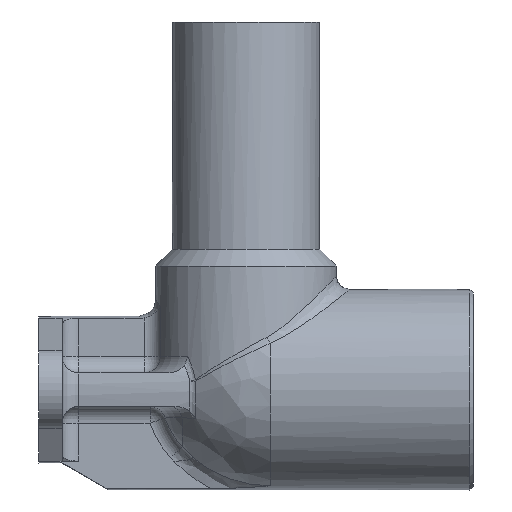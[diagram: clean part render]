
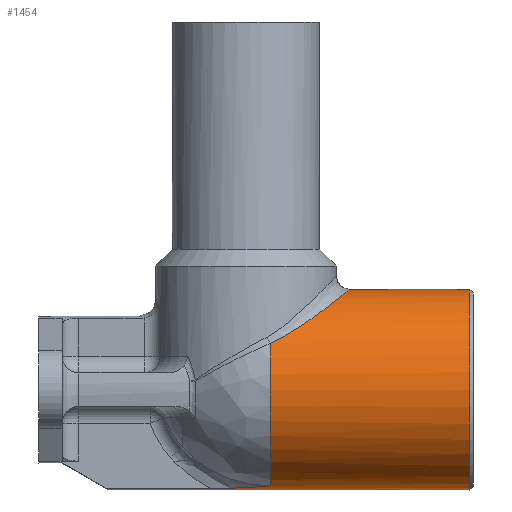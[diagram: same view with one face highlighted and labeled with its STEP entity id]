
A CAD part, left-side view. The second image highlights one B-rep face of the part: STEP entity #1454.
In plain terms, the highlighted cylindrical face has radius 15 mm (diameter 30 mm), a full revolution.
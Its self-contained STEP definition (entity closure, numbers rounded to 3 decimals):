
#36=ELLIPSE('',#1574,30.,15.);
#45=CYLINDRICAL_SURFACE('',#1602,15.);
#72=LINE('',#2325,#145);
#84=LINE('',#2362,#157);
#120=LINE('',#2866,#193);
#145=VECTOR('',#1723,10.);
#157=VECTOR('',#1741,10.);
#193=VECTOR('',#1893,15.);
#223=B_SPLINE_CURVE_WITH_KNOTS('',3,(#2170,#2171,#2172,#2173,#2174,#2175,
#2176,#2177),.UNSPECIFIED.,.F.,.F.,(4,2,2,4),(0.,0.18,0.949,
0.952),.UNSPECIFIED.);
#231=B_SPLINE_CURVE_WITH_KNOTS('',3,(#2272,#2273,#2274,#2275,#2276,#2277,
#2278,#2279,#2280,#2281,#2282,#2283,#2284,#2285,#2286,#2287,#2288,#2289,
#2290,#2291,#2292,#2293,#2294,#2295,#2296,#2297,#2298,#2299,#2300,#2301,
#2302,#2303,#2304,#2305,#2306,#2307,#2308,#2309,#2310,#2311,#2312,#2313,
#2314,#2315,#2316,#2317),.UNSPECIFIED.,.F.,.F.,(4,3,3,3,3,3,3,3,3,3,3,3,
3,3,3,4),(-0.002,0.,0.073,0.146,
0.219,0.291,0.362,0.431,
0.484,0.545,0.607,0.667,
0.725,0.782,0.837,0.893),
 .UNSPECIFIED.);
#260=B_SPLINE_CURVE_WITH_KNOTS('',3,(#2868,#2869,#2870,#2871,#2872,#2873,
#2874,#2875,#2876,#2877,#2878,#2879,#2880,#2881),.UNSPECIFIED.,.F.,.F.,
(4,1,1,1,1,1,1,1,1,1,1,4),(-4.567,-4.24,-3.914,
-3.425,-3.262,-2.61,-1.957,
-1.794,-1.305,-0.652,-0.326,
0.),.UNSPECIFIED.);
#332=FACE_OUTER_BOUND('',#426,.T.);
#426=EDGE_LOOP('',(#1130,#1131,#1132,#1133,#1134,#1135,#1136,#1137,#1138,
#1139,#1140,#1141,#1142,#1143));
#490=CIRCLE('',#1537,15.);
#491=CIRCLE('',#1538,15.);
#497=CIRCLE('',#1547,15.);
#498=CIRCLE('',#1548,15.);
#499=CIRCLE('',#1549,15.);
#531=CIRCLE('',#1603,15.);
#586=VERTEX_POINT('',#2163);
#587=VERTEX_POINT('',#2169);
#588=VERTEX_POINT('',#2198);
#589=VERTEX_POINT('',#2200);
#597=VERTEX_POINT('',#2265);
#598=VERTEX_POINT('',#2271);
#599=VERTEX_POINT('',#2324);
#613=VERTEX_POINT('',#2360);
#615=VERTEX_POINT('',#2366);
#616=VERTEX_POINT('',#2368);
#617=VERTEX_POINT('',#2370);
#652=VERTEX_POINT('',#2550);
#726=EDGE_CURVE('',#586,#587,#223,.T.);
#728=EDGE_CURVE('',#588,#587,#490,.T.);
#729=EDGE_CURVE('',#589,#588,#491,.T.);
#738=EDGE_CURVE('',#597,#598,#231,.T.);
#740=EDGE_CURVE('',#599,#598,#72,.T.);
#756=EDGE_CURVE('',#586,#613,#84,.T.);
#759=EDGE_CURVE('',#615,#616,#497,.T.);
#760=EDGE_CURVE('',#616,#617,#498,.T.);
#761=EDGE_CURVE('',#617,#615,#499,.T.);
#798=EDGE_CURVE('',#613,#599,#36,.T.);
#854=EDGE_CURVE('',#616,#588,#120,.T.);
#855=EDGE_CURVE('',#597,#652,#531,.T.);
#856=EDGE_CURVE('',#589,#652,#260,.T.);
#1130=ORIENTED_EDGE('',*,*,#761,.F.);
#1131=ORIENTED_EDGE('',*,*,#760,.F.);
#1132=ORIENTED_EDGE('',*,*,#854,.T.);
#1133=ORIENTED_EDGE('',*,*,#728,.T.);
#1134=ORIENTED_EDGE('',*,*,#726,.F.);
#1135=ORIENTED_EDGE('',*,*,#756,.T.);
#1136=ORIENTED_EDGE('',*,*,#798,.T.);
#1137=ORIENTED_EDGE('',*,*,#740,.T.);
#1138=ORIENTED_EDGE('',*,*,#738,.F.);
#1139=ORIENTED_EDGE('',*,*,#855,.T.);
#1140=ORIENTED_EDGE('',*,*,#856,.F.);
#1141=ORIENTED_EDGE('',*,*,#729,.T.);
#1142=ORIENTED_EDGE('',*,*,#854,.F.);
#1143=ORIENTED_EDGE('',*,*,#759,.F.);
#1454=ADVANCED_FACE('',(#332),#45,.T.);
#1537=AXIS2_PLACEMENT_3D('',#2199,#1713,#1714);
#1538=AXIS2_PLACEMENT_3D('',#2201,#1715,#1716);
#1547=AXIS2_PLACEMENT_3D('',#2369,#1747,#1748);
#1548=AXIS2_PLACEMENT_3D('',#2371,#1749,#1750);
#1549=AXIS2_PLACEMENT_3D('',#2372,#1751,#1752);
#1574=AXIS2_PLACEMENT_3D('',#2512,#1818,#1819);
#1602=AXIS2_PLACEMENT_3D('',#2865,#1891,#1892);
#1603=AXIS2_PLACEMENT_3D('',#2867,#1894,#1895);
#1713=DIRECTION('center_axis',(0.,-1.,0.));
#1714=DIRECTION('ref_axis',(1.,0.,0.));
#1715=DIRECTION('center_axis',(0.,-1.,0.));
#1716=DIRECTION('ref_axis',(1.,0.,0.));
#1723=DIRECTION('',(0.,-1.,0.));
#1741=DIRECTION('',(0.,1.,0.));
#1747=DIRECTION('center_axis',(0.,-1.,0.));
#1748=DIRECTION('ref_axis',(-1.,0.,0.));
#1749=DIRECTION('center_axis',(0.,-1.,0.));
#1750=DIRECTION('ref_axis',(-1.,0.,0.));
#1751=DIRECTION('center_axis',(0.,-1.,0.));
#1752=DIRECTION('ref_axis',(-1.,0.,0.));
#1818=DIRECTION('center_axis',(0.,-0.5,0.866));
#1819=DIRECTION('ref_axis',(0.,0.866,0.5));
#1891=DIRECTION('center_axis',(0.,-1.,0.));
#1892=DIRECTION('ref_axis',(1.,0.,0.));
#1893=DIRECTION('',(0.,1.,0.));
#1894=DIRECTION('center_axis',(0.,-1.,0.));
#1895=DIRECTION('ref_axis',(1.,0.,0.));
#2163=CARTESIAN_POINT('',(-2.5,5.106,-14.79));
#2169=CARTESIAN_POINT('',(-4.286,-3.621,-14.375));
#2170=CARTESIAN_POINT('Ctrl Pts',(-2.5,5.106,-14.79));
#2171=CARTESIAN_POINT('Ctrl Pts',(-2.5,4.507,-14.79));
#2172=CARTESIAN_POINT('Ctrl Pts',(-2.54,3.904,-14.784));
#2173=CARTESIAN_POINT('Ctrl Pts',(-2.897,0.761,-14.72));
#2174=CARTESIAN_POINT('Ctrl Pts',(-3.71,-1.849,-14.546));
#2175=CARTESIAN_POINT('Ctrl Pts',(-4.282,-3.609,-14.376));
#2176=CARTESIAN_POINT('Ctrl Pts',(-4.284,-3.615,-14.375));
#2177=CARTESIAN_POINT('Ctrl Pts',(-4.286,-3.621,-14.375));
#2198=CARTESIAN_POINT('',(-15.,-3.621,0.));
#2199=CARTESIAN_POINT('Origin',(0.,-3.621,0.));
#2200=CARTESIAN_POINT('',(-13.298,-3.621,6.94));
#2201=CARTESIAN_POINT('Origin',(0.,-3.621,0.));
#2265=CARTESIAN_POINT('',(4.286,-3.621,-14.375));
#2271=CARTESIAN_POINT('',(2.5,5.106,-14.79));
#2272=CARTESIAN_POINT('Ctrl Pts',(4.286,-3.621,-14.375));
#2273=CARTESIAN_POINT('Ctrl Pts',(4.284,-3.615,-14.375));
#2274=CARTESIAN_POINT('Ctrl Pts',(4.282,-3.609,-14.376));
#2275=CARTESIAN_POINT('Ctrl Pts',(4.28,-3.602,-14.377));
#2276=CARTESIAN_POINT('Ctrl Pts',(4.205,-3.372,-14.399));
#2277=CARTESIAN_POINT('Ctrl Pts',(4.131,-3.14,-14.42));
#2278=CARTESIAN_POINT('Ctrl Pts',(4.058,-2.908,-14.441));
#2279=CARTESIAN_POINT('Ctrl Pts',(3.985,-2.676,-14.462));
#2280=CARTESIAN_POINT('Ctrl Pts',(3.913,-2.443,-14.481));
#2281=CARTESIAN_POINT('Ctrl Pts',(3.842,-2.21,-14.5));
#2282=CARTESIAN_POINT('Ctrl Pts',(3.772,-1.977,-14.519));
#2283=CARTESIAN_POINT('Ctrl Pts',(3.703,-1.744,-14.537));
#2284=CARTESIAN_POINT('Ctrl Pts',(3.636,-1.511,-14.553));
#2285=CARTESIAN_POINT('Ctrl Pts',(3.57,-1.281,-14.57));
#2286=CARTESIAN_POINT('Ctrl Pts',(3.506,-1.051,-14.585));
#2287=CARTESIAN_POINT('Ctrl Pts',(3.443,-0.821,-14.6));
#2288=CARTESIAN_POINT('Ctrl Pts',(3.381,-0.594,-14.614));
#2289=CARTESIAN_POINT('Ctrl Pts',(3.321,-0.366,-14.628));
#2290=CARTESIAN_POINT('Ctrl Pts',(3.264,-0.138,-14.64));
#2291=CARTESIAN_POINT('Ctrl Pts',(3.207,0.084,-14.653));
#2292=CARTESIAN_POINT('Ctrl Pts',(3.153,0.307,-14.664));
#2293=CARTESIAN_POINT('Ctrl Pts',(3.101,0.529,-14.675));
#2294=CARTESIAN_POINT('Ctrl Pts',(3.061,0.701,-14.683));
#2295=CARTESIAN_POINT('Ctrl Pts',(3.023,0.873,-14.691));
#2296=CARTESIAN_POINT('Ctrl Pts',(2.986,1.044,-14.698));
#2297=CARTESIAN_POINT('Ctrl Pts',(2.944,1.24,-14.706));
#2298=CARTESIAN_POINT('Ctrl Pts',(2.904,1.436,-14.714));
#2299=CARTESIAN_POINT('Ctrl Pts',(2.866,1.635,-14.722));
#2300=CARTESIAN_POINT('Ctrl Pts',(2.827,1.838,-14.729));
#2301=CARTESIAN_POINT('Ctrl Pts',(2.79,2.043,-14.736));
#2302=CARTESIAN_POINT('Ctrl Pts',(2.756,2.249,-14.743));
#2303=CARTESIAN_POINT('Ctrl Pts',(2.723,2.449,-14.749));
#2304=CARTESIAN_POINT('Ctrl Pts',(2.693,2.649,-14.755));
#2305=CARTESIAN_POINT('Ctrl Pts',(2.666,2.85,-14.76));
#2306=CARTESIAN_POINT('Ctrl Pts',(2.639,3.043,-14.765));
#2307=CARTESIAN_POINT('Ctrl Pts',(2.616,3.236,-14.769));
#2308=CARTESIAN_POINT('Ctrl Pts',(2.595,3.429,-14.773));
#2309=CARTESIAN_POINT('Ctrl Pts',(2.575,3.619,-14.777));
#2310=CARTESIAN_POINT('Ctrl Pts',(2.557,3.808,-14.78));
#2311=CARTESIAN_POINT('Ctrl Pts',(2.543,3.998,-14.783));
#2312=CARTESIAN_POINT('Ctrl Pts',(2.529,4.183,-14.785));
#2313=CARTESIAN_POINT('Ctrl Pts',(2.518,4.369,-14.787));
#2314=CARTESIAN_POINT('Ctrl Pts',(2.511,4.554,-14.789));
#2315=CARTESIAN_POINT('Ctrl Pts',(2.504,4.739,-14.79));
#2316=CARTESIAN_POINT('Ctrl Pts',(2.5,4.923,-14.791));
#2317=CARTESIAN_POINT('Ctrl Pts',(2.5,5.106,-14.791));
#2324=CARTESIAN_POINT('',(2.5,20.863,-14.79));
#2325=CARTESIAN_POINT('',(2.5,-18.811,-14.79));
#2360=CARTESIAN_POINT('',(-2.5,20.863,-14.79));
#2362=CARTESIAN_POINT('',(-2.5,-18.811,-14.79));
#2366=CARTESIAN_POINT('',(15.,-33.5,0.));
#2368=CARTESIAN_POINT('',(-15.,-33.5,0.));
#2369=CARTESIAN_POINT('Origin',(0.,-33.5,0.));
#2370=CARTESIAN_POINT('',(0.,-33.5,-15.));
#2371=CARTESIAN_POINT('Origin',(0.,-33.5,0.));
#2372=CARTESIAN_POINT('Origin',(0.,-33.5,0.));
#2512=CARTESIAN_POINT('Origin',(0.,46.481,0.));
#2550=CARTESIAN_POINT('',(13.298,-3.621,6.94));
#2865=CARTESIAN_POINT('Origin',(0.,-18.811,0.));
#2866=CARTESIAN_POINT('',(-15.,-18.811,0.));
#2867=CARTESIAN_POINT('Origin',(0.,-3.621,0.));
#2868=CARTESIAN_POINT('Ctrl Pts',(-13.298,-3.621,6.94));
#2869=CARTESIAN_POINT('Ctrl Pts',(-13.093,-4.586,7.332));
#2870=CARTESIAN_POINT('Ctrl Pts',(-12.539,-6.388,8.299));
#2871=CARTESIAN_POINT('Ctrl Pts',(-11.166,-9.171,10.131));
#2872=CARTESIAN_POINT('Ctrl Pts',(-9.517,-11.263,11.683));
#2873=CARTESIAN_POINT('Ctrl Pts',(-6.831,-13.612,13.487));
#2874=CARTESIAN_POINT('Ctrl Pts',(-3.006,-15.597,15.077));
#2875=CARTESIAN_POINT('Ctrl Pts',(1.484,-15.612,15.09));
#2876=CARTESIAN_POINT('Ctrl Pts',(5.113,-14.5,14.198));
#2877=CARTESIAN_POINT('Ctrl Pts',(8.35,-12.64,12.726));
#2878=CARTESIAN_POINT('Ctrl Pts',(10.954,-9.583,10.405));
#2879=CARTESIAN_POINT('Ctrl Pts',(12.545,-6.382,8.294));
#2880=CARTESIAN_POINT('Ctrl Pts',(13.093,-4.586,7.332));
#2881=CARTESIAN_POINT('Ctrl Pts',(13.298,-3.621,6.94));
